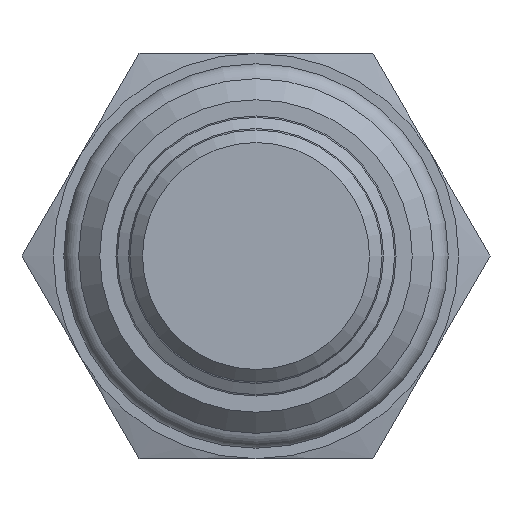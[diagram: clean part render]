
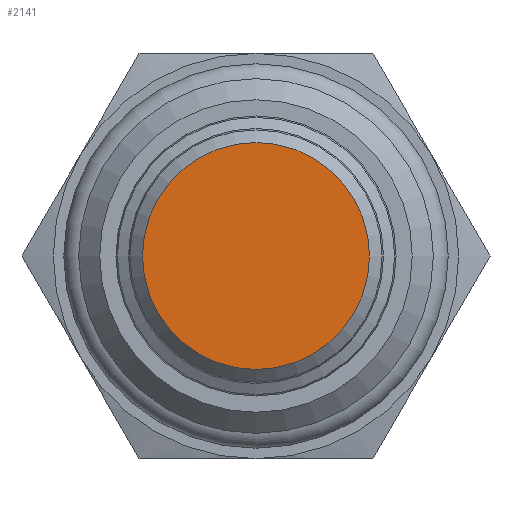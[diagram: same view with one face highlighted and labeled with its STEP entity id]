
A CAD part, front view. The second image highlights one B-rep face of the part: STEP entity #2141.
In plain terms, the highlighted planar face has unit normal (0, -1, 0).
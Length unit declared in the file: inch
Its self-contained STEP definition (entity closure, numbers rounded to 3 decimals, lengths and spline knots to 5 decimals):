
#2101=CARTESIAN_POINT('',(0.,-2.1325,-0.28));
#2102=VERTEX_POINT('',#2101);
#2103=CARTESIAN_POINT('',(0.0,-2.1325,0.0));
#2104=DIRECTION('',(0.0,1.0,0.0));
#2105=DIRECTION('',(0.0,0.0,1.0));
#2106=AXIS2_PLACEMENT_3D('',#2103,#2104,#2105);
#2107=CIRCLE('',#2106,0.28);
#2108=EDGE_CURVE('',#2102,#2102,#2107,.T.);
#2133=CARTESIAN_POINT('',(0.0,-2.1325,0.0));
#2134=DIRECTION('',(0.0,-1.0,0.0));
#2135=DIRECTION('',(-1.0,0.0,0.0));
#2136=AXIS2_PLACEMENT_3D('',#2133,#2134,#2135);
#2137=PLANE('',#2136);
#2138=ORIENTED_EDGE('',*,*,#2108,.F.);
#2139=EDGE_LOOP('',(#2138));
#2140=FACE_OUTER_BOUND('',#2139,.T.);
#2141=ADVANCED_FACE('',(#2140),#2137,.T.);
